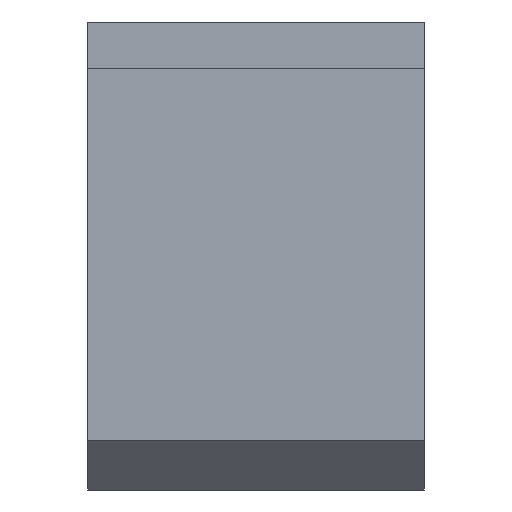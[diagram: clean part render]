
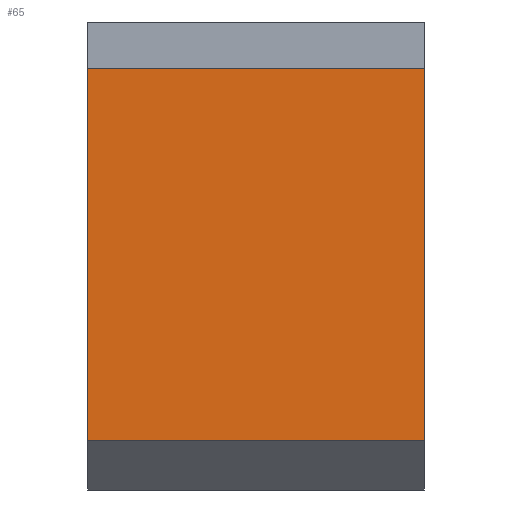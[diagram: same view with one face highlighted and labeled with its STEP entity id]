
A CAD part, front view. The second image highlights one B-rep face of the part: STEP entity #65.
In plain terms, the highlighted planar face has unit normal (0, -1, 0).
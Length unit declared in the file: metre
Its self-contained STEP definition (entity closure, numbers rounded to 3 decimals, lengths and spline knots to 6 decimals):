
#65 = ADVANCED_FACE( '', ( #133 ), #134, .F. );
#133 = FACE_OUTER_BOUND( '', #194, .T. );
#134 = PLANE( '', #195 );
#194 = EDGE_LOOP( '', ( #317, #318, #319, #320 ) );
#195 = AXIS2_PLACEMENT_3D( '', #321, #322, #323 );
#317 = ORIENTED_EDGE( '', *, *, #354, .T. );
#318 = ORIENTED_EDGE( '', *, *, #351, .F. );
#319 = ORIENTED_EDGE( '', *, *, #346, .F. );
#320 = ORIENTED_EDGE( '', *, *, #378, .T. );
#321 = CARTESIAN_POINT( '', ( -0.072, -0.048, -0.0395 ) );
#322 = DIRECTION( '', ( 0., 1., 0. ) );
#323 = DIRECTION( '', ( 0., 0., 1. ) );
#346 = EDGE_CURVE( '', #406, #408, #409, .T. );
#351 = EDGE_CURVE( '', #408, #414, #416, .T. );
#354 = EDGE_CURVE( '', #420, #414, #421, .T. );
#378 = EDGE_CURVE( '', #406, #420, #455, .T. );
#406 = VERTEX_POINT( '', #493 );
#408 = VERTEX_POINT( '', #496 );
#409 = LINE( '', #497, #498 );
#414 = VERTEX_POINT( '', #504 );
#416 = LINE( '', #507, #508 );
#420 = VERTEX_POINT( '', #512 );
#421 = LINE( '', #513, #514 );
#455 = LINE( '', #560, #561 );
#493 = CARTESIAN_POINT( '', ( -0.072, -0.048, -0.0395 ) );
#496 = CARTESIAN_POINT( '', ( -0.072, -0.048, 0.04 ) );
#497 = CARTESIAN_POINT( '', ( -0.072, -0.048, -0.0395 ) );
#498 = VECTOR( '', #579, 1. );
#504 = CARTESIAN_POINT( '', ( 0., -0.048, 0.04 ) );
#507 = CARTESIAN_POINT( '', ( -0.072, -0.048, 0.04 ) );
#508 = VECTOR( '', #585, 1. );
#512 = CARTESIAN_POINT( '', ( 0., -0.048, -0.0395 ) );
#513 = CARTESIAN_POINT( '', ( 0., -0.048, -0.0395 ) );
#514 = VECTOR( '', #589, 1. );
#560 = CARTESIAN_POINT( '', ( -0.072, -0.048, -0.0395 ) );
#561 = VECTOR( '', #614, 1. );
#579 = DIRECTION( '', ( 0., 0., 1. ) );
#585 = DIRECTION( '', ( 1., 0., 0. ) );
#589 = DIRECTION( '', ( 0., 0., 1. ) );
#614 = DIRECTION( '', ( 1., 0., 0. ) );
